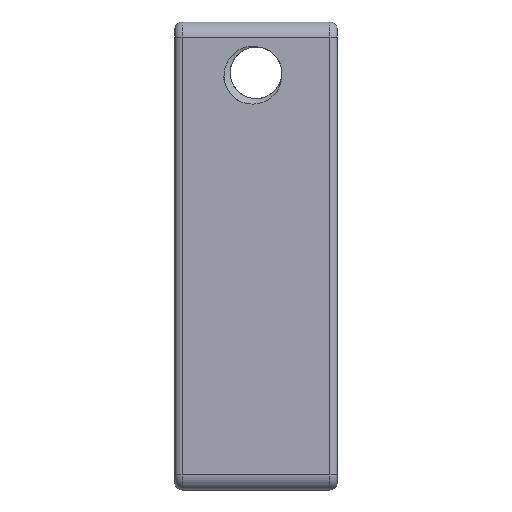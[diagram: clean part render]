
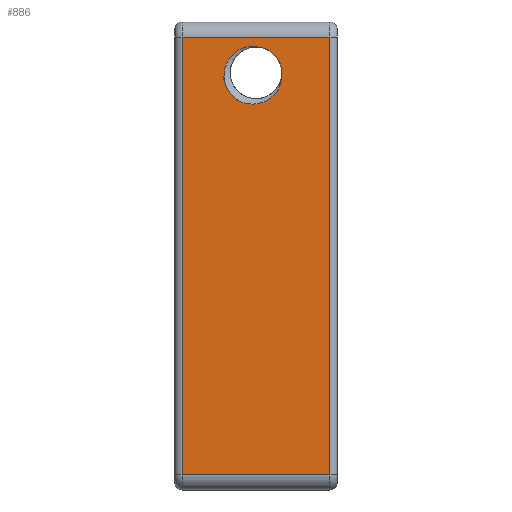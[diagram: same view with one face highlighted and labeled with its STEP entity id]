
A CAD part, front view. The second image highlights one B-rep face of the part: STEP entity #886.
In plain terms, the highlighted planar face has unit normal (0, -1, 0).
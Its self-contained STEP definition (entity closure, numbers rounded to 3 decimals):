
#5 = CARTESIAN_POINT ( 'NONE',  ( 7.564, 0., -8.073 ) ) ;
#7 = PLANE ( 'NONE',  #2554 ) ;
#91 = CARTESIAN_POINT ( 'NONE',  ( 15.25, 0., -1.5 ) ) ;
#160 = CARTESIAN_POINT ( 'NONE',  ( 10.519, 0., -5.323 ) ) ;
#222 = ORIENTED_EDGE ( 'NONE', *, *, #3773, .T. ) ;
#279 = CARTESIAN_POINT ( 'NONE',  ( 5.385, 0., -3.593 ) ) ;
#312 = EDGE_CURVE ( 'NONE', #1189, #2093, #3598, .T. ) ;
#330 = EDGE_LOOP ( 'NONE', ( #1483, #1394, #2612, #3236 ) ) ;
#396 = DIRECTION ( 'NONE',  ( 0., -1., 0. ) ) ;
#439 = DIRECTION ( 'NONE',  ( 0., 0., -1. ) ) ;
#451 = CARTESIAN_POINT ( 'NONE',  ( 6.415, 0., -7.811 ) ) ;
#548 = VECTOR ( 'NONE', #1513, 1000. ) ;
#593 = EDGE_LOOP ( 'NONE', ( #2250, #956, #222, #1114 ) ) ;
#636 = VECTOR ( 'NONE', #815, 1000. ) ;
#674 = CARTESIAN_POINT ( 'NONE',  ( 10.519, 0., -5.323 ) ) ;
#700 = CARTESIAN_POINT ( 'NONE',  ( 7.371, 0., -2.399 ) ) ;
#764 = CARTESIAN_POINT ( 'NONE',  ( 6.229, 0., -7.706 ) ) ;
#815 = DIRECTION ( 'NONE',  ( -1., 0., 0. ) ) ;
#851 = CARTESIAN_POINT ( 'NONE',  ( 8.323, 0., -2.481 ) ) ;
#860 = CARTESIAN_POINT ( 'NONE',  ( 5.735, 0., -7.308 ) ) ;
#886 = ADVANCED_FACE ( 'NONE', ( #3404, #3426 ), #7, .T. ) ;
#956 = ORIENTED_EDGE ( 'NONE', *, *, #312, .T. ) ;
#1107 = EDGE_CURVE ( 'NONE', #4135, #3066, #2534, .T. ) ;
#1114 = ORIENTED_EDGE ( 'NONE', *, *, #1107, .T. ) ;
#1116 = CARTESIAN_POINT ( 'NONE',  ( 10.033, 0., -6.881 ) ) ;
#1117 = AXIS2_PLACEMENT_3D ( 'NONE', #3019, #4358, #1614 ) ;
#1142 = CARTESIAN_POINT ( 'NONE',  ( 8.945, 0., -7.787 ) ) ;
#1187 = CARTESIAN_POINT ( 'NONE',  ( 6.054, 0., -7.583 ) ) ;
#1189 = VERTEX_POINT ( 'NONE', #2056 ) ;
#1194 = VECTOR ( 'NONE', #3902, 1000. ) ;
#1218 = CARTESIAN_POINT ( 'NONE',  ( 15.25, 0., -1.5 ) ) ;
#1221 = CARTESIAN_POINT ( 'NONE',  ( 0.75, 0., -44.5 ) ) ;
#1248 = CARTESIAN_POINT ( 'NONE',  ( 4.84, 0., -5.392 ) ) ;
#1249 = EDGE_CURVE ( 'NONE', #4056, #2790, #4240, .T. ) ;
#1258 = VECTOR ( 'NONE', #439, 1000. ) ;
#1260 = CARTESIAN_POINT ( 'NONE',  ( 16., 0., -44.5 ) ) ;
#1281 = VERTEX_POINT ( 'NONE', #160 ) ;
#1320 = CARTESIAN_POINT ( 'NONE',  ( 6.457, 0., -2.664 ) ) ;
#1360 = CARTESIAN_POINT ( 'NONE',  ( 6.86, 0., -7.972 ) ) ;
#1394 = ORIENTED_EDGE ( 'NONE', *, *, #3822, .T. ) ;
#1449 = CARTESIAN_POINT ( 'NONE',  ( 10.521, 0., -5.562 ) ) ;
#1483 = ORIENTED_EDGE ( 'NONE', *, *, #3989, .T. ) ;
#1513 = DIRECTION ( 'NONE',  ( 0., 0., 1. ) ) ;
#1529 = CARTESIAN_POINT ( 'NONE',  ( 0.75, 0., -44.5 ) ) ;
#1542 = VERTEX_POINT ( 'NONE', #4198 ) ;
#1614 = DIRECTION ( 'NONE',  ( 0., 0., 1. ) ) ;
#1660 = CARTESIAN_POINT ( 'NONE',  ( 4.852, 0., -5.629 ) ) ;
#1708 = CIRCLE ( 'NONE', #1117, 2.54 ) ;
#1723 = CARTESIAN_POINT ( 'NONE',  ( 0., 0., 0. ) ) ;
#1763 = DIRECTION ( 'NONE',  ( 0., 0., -1. ) ) ;
#1978 = CARTESIAN_POINT ( 'NONE',  ( 5.046, 0., -4.224 ) ) ;
#2029 = CARTESIAN_POINT ( 'NONE',  ( 4.891, 0., -5.867 ) ) ;
#2056 = CARTESIAN_POINT ( 'NONE',  ( 15.25, 0., -44.5 ) ) ;
#2093 = VERTEX_POINT ( 'NONE', #1218 ) ;
#2135 = LINE ( 'NONE', #3166, #636 ) ;
#2143 = B_SPLINE_CURVE_WITH_KNOTS ( 'NONE', 3,
 ( #4190, #764, #1187, #860, #2672, #2432, #3035, #4042, #4382, #2029 ),
 .UNSPECIFIED., .F., .F.,
 ( 4, 2, 2, 2, 4 ),
 ( 0., 0.001, 0.001, 0.002, 0.003 ),
 .UNSPECIFIED. ) ;
#2158 = CARTESIAN_POINT ( 'NONE',  ( 10.274, 0., -6.475 ) ) ;
#2181 = CARTESIAN_POINT ( 'NONE',  ( 9.882, 0., -7.07 ) ) ;
#2193 = CARTESIAN_POINT ( 'NONE',  ( 4.891, 0., -5.867 ) ) ;
#2250 = ORIENTED_EDGE ( 'NONE', *, *, #2990, .T. ) ;
#2281 = LINE ( 'NONE', #1260, #1194 ) ;
#2284 = EDGE_CURVE ( 'NONE', #1542, #4056, #2143, .T. ) ;
#2297 = CARTESIAN_POINT ( 'NONE',  ( 5.141, 0., -4.007 ) ) ;
#2345 = CARTESIAN_POINT ( 'NONE',  ( 4.909, 0., -4.678 ) ) ;
#2411 = CARTESIAN_POINT ( 'NONE',  ( 7.137, 0., -2.434 ) ) ;
#2432 = CARTESIAN_POINT ( 'NONE',  ( 5.328, 0., -6.823 ) ) ;
#2488 = CARTESIAN_POINT ( 'NONE',  ( 8.09, 0., -2.418 ) ) ;
#2503 = CARTESIAN_POINT ( 'NONE',  ( 8.728, 0., -7.88 ) ) ;
#2534 = LINE ( 'NONE', #1529, #1258 ) ;
#2554 = AXIS2_PLACEMENT_3D ( 'NONE', #1723, #396, #1763 ) ;
#2557 = CARTESIAN_POINT ( 'NONE',  ( 7.85, 0., -2.391 ) ) ;
#2612 = ORIENTED_EDGE ( 'NONE', *, *, #2284, .T. ) ;
#2672 = CARTESIAN_POINT ( 'NONE',  ( 5.589, 0., -7.156 ) ) ;
#2696 = CARTESIAN_POINT ( 'NONE',  ( 6.677, 0., -2.567 ) ) ;
#2734 = CARTESIAN_POINT ( 'NONE',  ( 6.634, 0., -7.905 ) ) ;
#2790 = VERTEX_POINT ( 'NONE', #3133 ) ;
#2833 = CARTESIAN_POINT ( 'NONE',  ( 10.491, 0., -5.796 ) ) ;
#2990 = EDGE_CURVE ( 'NONE', #3066, #1189, #2281, .T. ) ;
#3015 = CARTESIAN_POINT ( 'NONE',  ( 5.531, 0., -3.403 ) ) ;
#3019 = CARTESIAN_POINT ( 'NONE',  ( 8., 0., -5. ) ) ;
#3032 = CARTESIAN_POINT ( 'NONE',  ( 0.75, 0., -1.5 ) ) ;
#3035 = CARTESIAN_POINT ( 'NONE',  ( 5.214, 0., -6.643 ) ) ;
#3039 = CARTESIAN_POINT ( 'NONE',  ( 4.868, 0., -4.918 ) ) ;
#3066 = VERTEX_POINT ( 'NONE', #1221 ) ;
#3133 = CARTESIAN_POINT ( 'NONE',  ( 8.323, 0., -2.481 ) ) ;
#3166 = CARTESIAN_POINT ( 'NONE',  ( 0., 0., -1.5 ) ) ;
#3214 = CARTESIAN_POINT ( 'NONE',  ( 10.367, 0., -6.254 ) ) ;
#3236 = ORIENTED_EDGE ( 'NONE', *, *, #1249, .T. ) ;
#3404 = FACE_OUTER_BOUND ( 'NONE', #593, .T. ) ;
#3424 = CARTESIAN_POINT ( 'NONE',  ( 9.544, 0., -7.401 ) ) ;
#3426 = FACE_BOUND ( 'NONE', #330, .T. ) ;
#3517 = CARTESIAN_POINT ( 'NONE',  ( 7.323, 0., -8.056 ) ) ;
#3587 = B_SPLINE_CURVE_WITH_KNOTS ( 'NONE', 3,
 ( #674, #1449, #2833, #3214, #2158, #1116, #2181, #3424, #4150, #1142, #2503, #4177, #3851, #5, #3517, #1360, #2734, #451 ),
 .UNSPECIFIED., .F., .F.,
 ( 4, 2, 2, 2, 2, 2, 2, 2, 4 ),
 ( 0., 0.001, 0.001, 0.002, 0.003, 0.004, 0.004, 0.005, 0.006 ),
 .UNSPECIFIED. ) ;
#3598 = LINE ( 'NONE', #91, #548 ) ;
#3669 = CARTESIAN_POINT ( 'NONE',  ( 4.891, 0., -5.867 ) ) ;
#3695 = CARTESIAN_POINT ( 'NONE',  ( 5.863, 0., -3.063 ) ) ;
#3773 = EDGE_CURVE ( 'NONE', #2093, #4135, #2135, .T. ) ;
#3822 = EDGE_CURVE ( 'NONE', #1281, #1542, #3587, .T. ) ;
#3851 = CARTESIAN_POINT ( 'NONE',  ( 8.036, 0., -8.051 ) ) ;
#3902 = DIRECTION ( 'NONE',  ( 1., 0., 0. ) ) ;
#3989 = EDGE_CURVE ( 'NONE', #2790, #1281, #1708, .T. ) ;
#4042 = CARTESIAN_POINT ( 'NONE',  ( 5.025, 0., -6.268 ) ) ;
#4056 = VERTEX_POINT ( 'NONE', #2193 ) ;
#4135 = VERTEX_POINT ( 'NONE', #3032 ) ;
#4150 = CARTESIAN_POINT ( 'NONE',  ( 9.353, 0., -7.548 ) ) ;
#4177 = CARTESIAN_POINT ( 'NONE',  ( 8.27, 0., -8.014 ) ) ;
#4190 = CARTESIAN_POINT ( 'NONE',  ( 6.415, 0., -7.811 ) ) ;
#4198 = CARTESIAN_POINT ( 'NONE',  ( 6.415, 0., -7.811 ) ) ;
#4240 = B_SPLINE_CURVE_WITH_KNOTS ( 'NONE', 3,
 ( #3669, #1660, #1248, #3039, #2345, #1978, #2297, #279, #3015, #3695, #4378, #1320, #2696, #2411, #700, #2557, #2488, #851 ),
 .UNSPECIFIED., .F., .F.,
 ( 4, 2, 2, 2, 2, 2, 2, 2, 4 ),
 ( 0., 0.001, 0.001, 0.002, 0.003, 0.004, 0.004, 0.005, 0.006 ),
 .UNSPECIFIED. ) ;
#4358 = DIRECTION ( 'NONE',  ( 0., 1., 0. ) ) ;
#4378 = CARTESIAN_POINT ( 'NONE',  ( 6.052, 0., -2.91 ) ) ;
#4382 = CARTESIAN_POINT ( 'NONE',  ( 4.948, 0., -6.072 ) ) ;
